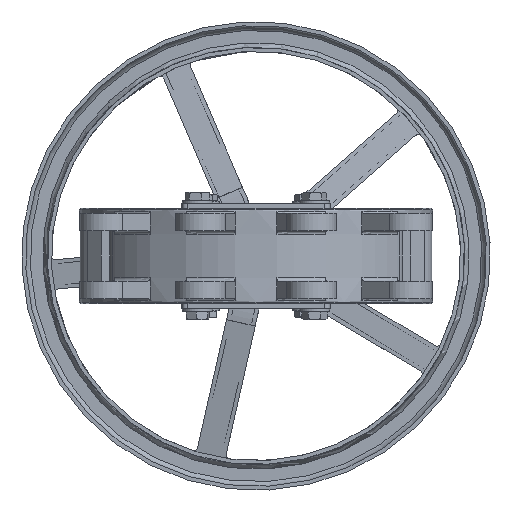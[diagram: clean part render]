
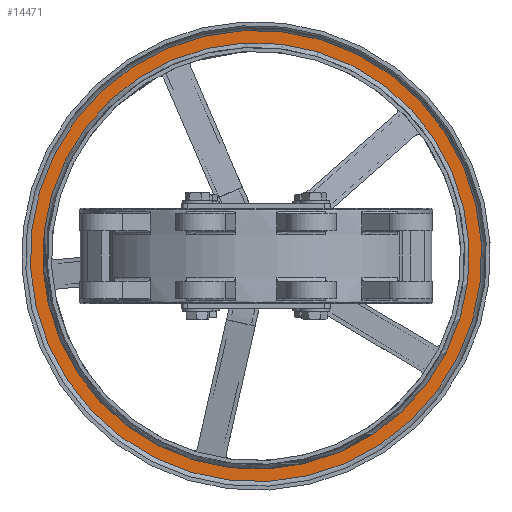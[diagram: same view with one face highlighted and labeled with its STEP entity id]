
A CAD part, front view. The second image highlights one B-rep face of the part: STEP entity #14471.
In plain terms, the highlighted planar face has unit normal (0, -1, 0).
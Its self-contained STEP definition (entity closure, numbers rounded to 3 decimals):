
#742=FACE_BOUND('',#2722,.T.);
#1119=PLANE('',#15952);
#1842=FACE_OUTER_BOUND('',#2721,.T.);
#2721=EDGE_LOOP('',(#12179));
#2722=EDGE_LOOP('',(#12180));
#5431=CIRCLE('',#15934,127.404);
#5444=CIRCLE('',#15951,134.858);
#6648=VERTEX_POINT('',#26634);
#6661=VERTEX_POINT('',#26683);
#8527=EDGE_CURVE('',#6648,#6648,#5431,.T.);
#8549=EDGE_CURVE('',#6661,#6661,#5444,.F.);
#12179=ORIENTED_EDGE('',*,*,#8549,.F.);
#12180=ORIENTED_EDGE('',*,*,#8527,.T.);
#14471=ADVANCED_FACE('',(#1842,#742),#1119,.F.);
#15934=AXIS2_PLACEMENT_3D('',#26635,#19318,#19319);
#15951=AXIS2_PLACEMENT_3D('',#26685,#19356,#19357);
#15952=AXIS2_PLACEMENT_3D('',#26686,#19358,#19359);
#19318=DIRECTION('center_axis',(0.,1.,0.));
#19319=DIRECTION('ref_axis',(0.,0.,1.));
#19356=DIRECTION('center_axis',(0.,-1.,0.));
#19357=DIRECTION('ref_axis',(0.,0.,1.));
#19358=DIRECTION('center_axis',(0.,1.,0.));
#19359=DIRECTION('ref_axis',(0.,0.,1.));
#26634=CARTESIAN_POINT('',(-0.571,26.467,-129.609));
#26635=CARTESIAN_POINT('Origin',(-0.571,26.467,-2.205));
#26683=CARTESIAN_POINT('',(-0.571,26.467,-137.064));
#26685=CARTESIAN_POINT('Origin',(-0.571,26.467,-2.205));
#26686=CARTESIAN_POINT('Origin',(-0.571,26.467,-128.939));
